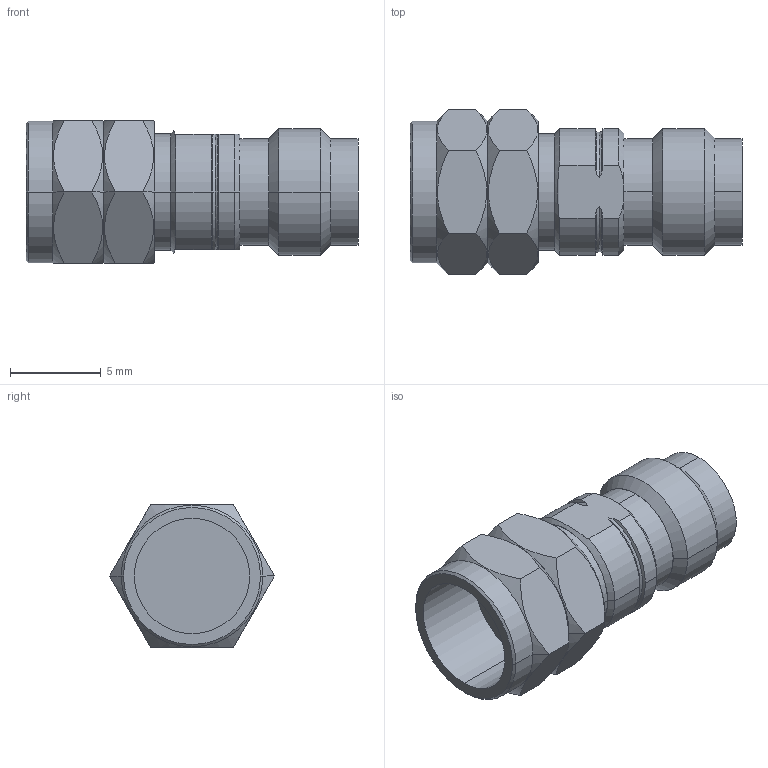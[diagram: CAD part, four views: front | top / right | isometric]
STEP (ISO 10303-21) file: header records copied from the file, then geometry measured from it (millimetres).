
FILE_DESCRIPTION (( 'STEP AP203' ), '1' );
FILE_NAME ('CT-2F2M-LN1.STEP', '2020-09-29T00:33:52', ( '' ), ( '' ), 'SwSTEP 2.0', 'SolidWorks 2020', '' );
FILE_SCHEMA (( 'CONFIG_CONTROL_DESIGN' ));
Length unit declared in the file: inch
Products named in the file (1): CT-2F2M-LN1
Bounding box: 18.29 x 9.09 x 7.87 mm (x, y, z)
Volume: 536.9 mm3; surface area: 716.6 mm2
Topology: 1 solids, 1 shells, 83 faces, 192 edges, 121 vertices
Faces by surface type: cone 31, plane 28, cylinder 24
Entity records: 2690 total; most frequent: CARTESIAN_POINT 755, DIRECTION 387, ORIENTED_EDGE 384, EDGE_CURVE 192, AXIS2_PLACEMENT_3D 161, VERTEX_POINT 121, EDGE_LOOP 93, ADVANCED_FACE 83
